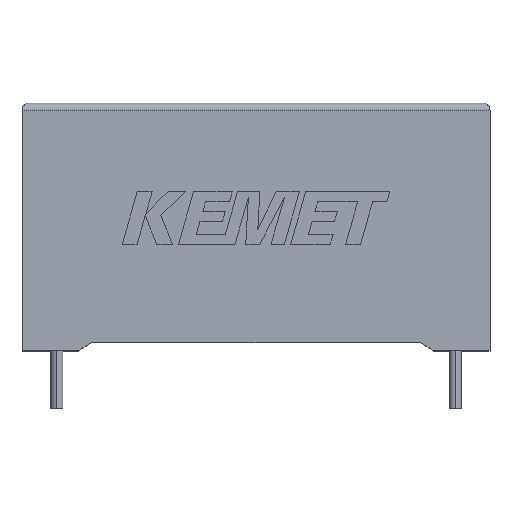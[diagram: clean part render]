
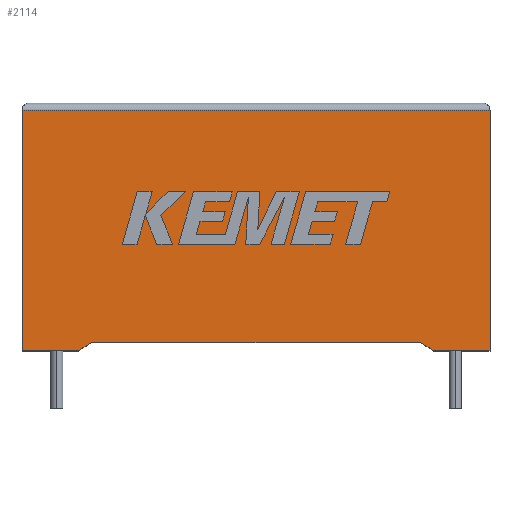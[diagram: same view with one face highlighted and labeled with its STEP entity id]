
A CAD part, top view. The second image highlights one B-rep face of the part: STEP entity #2114.
In plain terms, the highlighted planar face has unit normal (0, 0, 1).
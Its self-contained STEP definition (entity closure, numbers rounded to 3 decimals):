
#12 = DIRECTION ( 'NONE',  ( -1., 0., 0. ) ) ;
#103 = FACE_OUTER_BOUND ( 'NONE', #2480, .T. ) ;
#136 = CARTESIAN_POINT ( 'NONE',  ( 32.3, 16.6, 9.2 ) ) ;
#151 = CARTESIAN_POINT ( 'NONE',  ( 28.4, 0., 9.2 ) ) ;
#216 = CARTESIAN_POINT ( 'NONE',  ( 0., 0., 9.2 ) ) ;
#293 = EDGE_CURVE ( 'NONE', #586, #1015, #2564, .T. ) ;
#343 = DIRECTION ( 'NONE',  ( 0., -1., 0. ) ) ;
#380 = CARTESIAN_POINT ( 'NONE',  ( 3.9, 0., 9.2 ) ) ;
#397 = DIRECTION ( 'NONE',  ( -0.836, -0.549, 0. ) ) ;
#448 = VERTEX_POINT ( 'NONE', #1399 ) ;
#499 = ORIENTED_EDGE ( 'NONE', *, *, #1700, .T. ) ;
#517 = EDGE_CURVE ( 'NONE', #1985, #2606, #2857, .T. ) ;
#586 = VERTEX_POINT ( 'NONE', #151 ) ;
#606 = LINE ( 'NONE', #2044, #1182 ) ;
#693 = VECTOR ( 'NONE', #1931, 1000. ) ;
#709 = ORIENTED_EDGE ( 'NONE', *, *, #2986, .T. ) ;
#714 = DIRECTION ( 'NONE',  ( -1., 0., 0. ) ) ;
#731 = LINE ( 'NONE', #2398, #693 ) ;
#746 = VERTEX_POINT ( 'NONE', #1850 ) ;
#775 = VECTOR ( 'NONE', #1649, 1000. ) ;
#811 = EDGE_CURVE ( 'NONE', #448, #746, #887, .T. ) ;
#835 = VECTOR ( 'NONE', #2523, 1000. ) ;
#883 = DIRECTION ( 'NONE',  ( 1., 0., 0. ) ) ;
#887 = LINE ( 'NONE', #1889, #3039 ) ;
#918 = LINE ( 'NONE', #1852, #835 ) ;
#1015 = VERTEX_POINT ( 'NONE', #1543 ) ;
#1062 = PLANE ( 'NONE',  #1575 ) ;
#1087 = ORIENTED_EDGE ( 'NONE', *, *, #811, .F. ) ;
#1103 = LINE ( 'NONE', #2233, #2555 ) ;
#1123 = ORIENTED_EDGE ( 'NONE', *, *, #2092, .F. ) ;
#1182 = VECTOR ( 'NONE', #883, 1000. ) ;
#1249 = CARTESIAN_POINT ( 'NONE',  ( 3.9, 0., 9.2 ) ) ;
#1399 = CARTESIAN_POINT ( 'NONE',  ( 27.503, 0.59, 9.2 ) ) ;
#1543 = CARTESIAN_POINT ( 'NONE',  ( 32.3, 0., 9.2 ) ) ;
#1551 = CARTESIAN_POINT ( 'NONE',  ( 0., 16.6, 9.2 ) ) ;
#1575 = AXIS2_PLACEMENT_3D ( 'NONE', #1624, #2535, #714 ) ;
#1616 = VECTOR ( 'NONE', #12, 1000. ) ;
#1624 = CARTESIAN_POINT ( 'NONE',  ( 0., 0., 9.2 ) ) ;
#1628 = VECTOR ( 'NONE', #397, 1000. ) ;
#1649 = DIRECTION ( 'NONE',  ( 1., 0., 0. ) ) ;
#1700 = EDGE_CURVE ( 'NONE', #448, #586, #918, .T. ) ;
#1710 = ORIENTED_EDGE ( 'NONE', *, *, #2225, .T. ) ;
#1788 = ORIENTED_EDGE ( 'NONE', *, *, #517, .T. ) ;
#1850 = CARTESIAN_POINT ( 'NONE',  ( 4.797, 0.59, 9.2 ) ) ;
#1852 = CARTESIAN_POINT ( 'NONE',  ( 28.4, 0., 9.2 ) ) ;
#1889 = CARTESIAN_POINT ( 'NONE',  ( 16.15, 0.59, 9.2 ) ) ;
#1931 = DIRECTION ( 'NONE',  ( 0., 1., 0. ) ) ;
#1939 = ORIENTED_EDGE ( 'NONE', *, *, #2372, .T. ) ;
#1985 = VERTEX_POINT ( 'NONE', #136 ) ;
#2044 = CARTESIAN_POINT ( 'NONE',  ( 0., 0., 9.2 ) ) ;
#2092 = EDGE_CURVE ( 'NONE', #746, #2827, #2471, .T. ) ;
#2114 = ADVANCED_FACE ( 'NONE', ( #103 ), #1062, .F. ) ;
#2225 = EDGE_CURVE ( 'NONE', #1015, #1985, #731, .T. ) ;
#2233 = CARTESIAN_POINT ( 'NONE',  ( 0., 0., 9.2 ) ) ;
#2285 = CARTESIAN_POINT ( 'NONE',  ( 0., 0., 9.2 ) ) ;
#2372 = EDGE_CURVE ( 'NONE', #2606, #2661, #1103, .T. ) ;
#2398 = CARTESIAN_POINT ( 'NONE',  ( 32.3, 0., 9.2 ) ) ;
#2471 = LINE ( 'NONE', #380, #1628 ) ;
#2480 = EDGE_LOOP ( 'NONE', ( #1710, #1788, #1939, #709, #1123, #1087, #499, #2966 ) ) ;
#2523 = DIRECTION ( 'NONE',  ( 0.836, -0.549, 0. ) ) ;
#2535 = DIRECTION ( 'NONE',  ( 0., 0., -1. ) ) ;
#2555 = VECTOR ( 'NONE', #343, 1000. ) ;
#2564 = LINE ( 'NONE', #216, #775 ) ;
#2606 = VERTEX_POINT ( 'NONE', #1551 ) ;
#2611 = CARTESIAN_POINT ( 'NONE',  ( 0., 16.6, 9.2 ) ) ;
#2661 = VERTEX_POINT ( 'NONE', #2285 ) ;
#2820 = DIRECTION ( 'NONE',  ( -1., 0., 0. ) ) ;
#2827 = VERTEX_POINT ( 'NONE', #1249 ) ;
#2857 = LINE ( 'NONE', #2611, #1616 ) ;
#2966 = ORIENTED_EDGE ( 'NONE', *, *, #293, .T. ) ;
#2986 = EDGE_CURVE ( 'NONE', #2661, #2827, #606, .T. ) ;
#3039 = VECTOR ( 'NONE', #2820, 1000. ) ;
